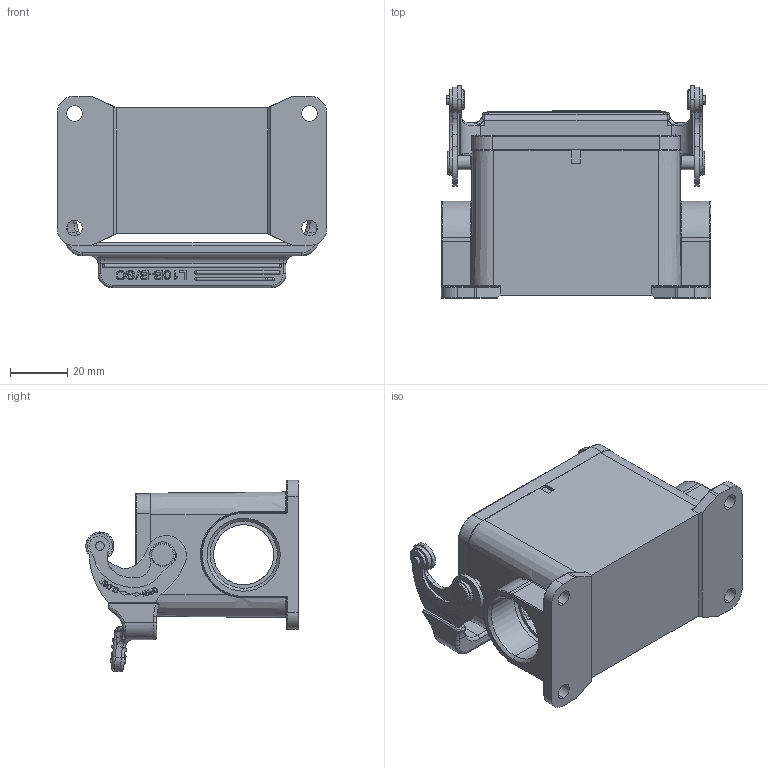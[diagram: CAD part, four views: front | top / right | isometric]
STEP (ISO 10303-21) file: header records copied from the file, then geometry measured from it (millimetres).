
FILE_DESCRIPTION((''),'2;1');
FILE_NAME('H10B-SF-1L_SC-M25','2017-09-25T',('dm.li'),(''),'PRO/ENGINEER BY PARAMETRIC TECHNOLOGY CORPORATION, 2012480','PRO/ENGINEER BY PARAMETRIC TECHNOLOGY CORPORATION, 2012480','');
FILE_SCHEMA(('AUTOMOTIVE_DESIGN { 1 0 10303 214 1 1 1 1 }'));
Products named in the file (1): H10B-SF-1L_SC-M25
Bounding box: 94 x 74.09 x 66.84 mm (x, y, z)
Volume: 82721.3 mm3; surface area: 46045.7 mm2
Topology: 1 solids, 25 shells, 1313 faces, 3552 edges, 2305 vertices
Faces by surface type: plane 505, cylinder 316, extrusion 296, torus 70, bspline 56, sphere 38, cone 32
Entity records: 50100 total; most frequent: CARTESIAN_POINT 14760, ORIENTED_EDGE 6963, DIRECTION 5788, EDGE_CURVE 3501, VERTEX_POINT 2305, VECTOR 2060, AXIS2_PLACEMENT_3D 1864, LINE 1764
